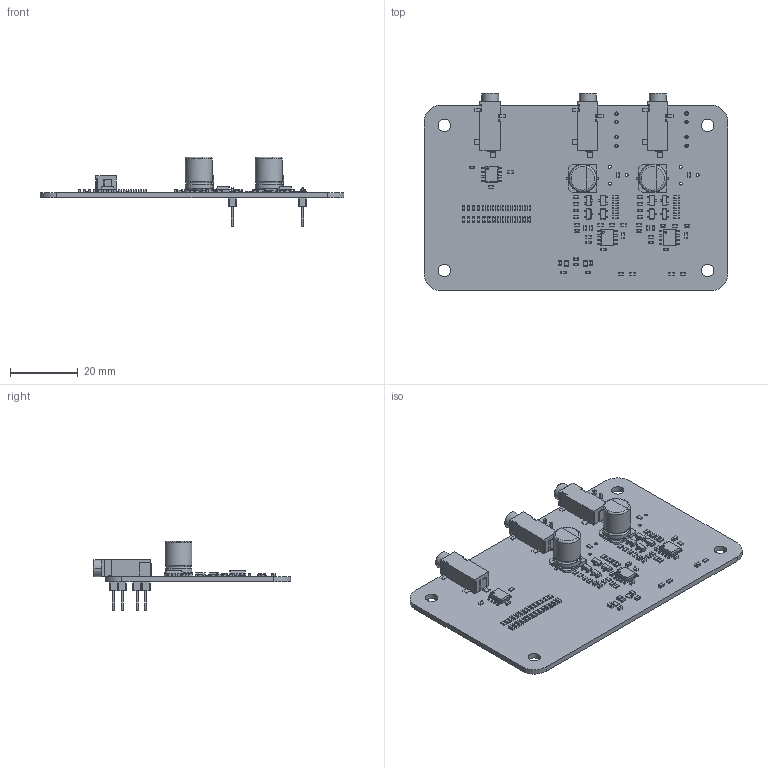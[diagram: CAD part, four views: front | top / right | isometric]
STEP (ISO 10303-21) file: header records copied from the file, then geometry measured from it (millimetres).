
FILE_DESCRIPTION(('FreeCAD Model'),'2;1');
FILE_NAME('Open CASCADE Shape Model','2022-06-30T21:52:21',('Author'),( ''),'Open CASCADE STEP processor 7.5','FreeCAD','Unknown');
FILE_SCHEMA(('AUTOMOTIVE_DESIGN { 1 0 10303 214 1 1 1 1 }'));
Length unit declared in the file: millimetre
Products named in the file (14): analog_board; Board_Geoms_11b5; Pcb_11b5; Step_Models_11b5; Top_11b5; R37_R_0603_1608Metric_000060c15df4; U3_SOIC_8_39x49mm_P127mm_000060c16360; C33_C_0603_1608Metric_000060c4abf8; Q1_SOT_23_000060c531eb; C7_CP_Elec_8x105_000060c673e7; J4_SJ-3523-SMT-TR_abd8801bab10; FB2_R_0805_2012Metric_7d3a28e83112; Bot_11b5; J2_PinHeader_1x02_P254mm_Vertical_04ffd03fd8fd
Assembly tree (110 placements, depth 4):
  analog_board
    Board_Geoms_11b5
      Pcb_11b5
    Step_Models_11b5
      Top_11b5
        R37_R_0603_1608Metric_000060c15df4  x50
        U3_SOIC_8_39x49mm_P127mm_000060c16360  x3
        C33_C_0603_1608Metric_000060c4abf8  x33
        Q1_SOT_23_000060c531eb  x8
        C7_CP_Elec_8x105_000060c673e7  x2
        J4_SJ-3523-SMT-TR_abd8801bab10  x3
        FB2_R_0805_2012Metric_7d3a28e83112  x2
      Bot_11b5
        J2_PinHeader_1x02_P254mm_Vertical_04ffd03fd8fd  x4
Bounding box: 90 x 58.5 x 20.63 mm (x, y, z)
Volume: 10067.3 mm3; surface area: 14820.5 mm2
Topology: 115 solids, 115 shells, 3946 faces, 11367 edges, 11776 vertices
Faces by surface type: plane 2493, cylinder 1103, bspline 316, torus 32, revolution 2
Full cylindrical faces by diameter (mm): 0.6 x3, 0.9 x6, 1 x8, 1.7 x6, 3.7 x4, 8 x4
Entity records: 26990 total; most frequent: CARTESIAN_POINT 5469, DIRECTION 3251, ORIENTED_EDGE 2672, EDGE_CURVE 1336, LINE 1332, VECTOR 1332, AXIS2_PLACEMENT_3D 959, VERTEX_POINT 841
